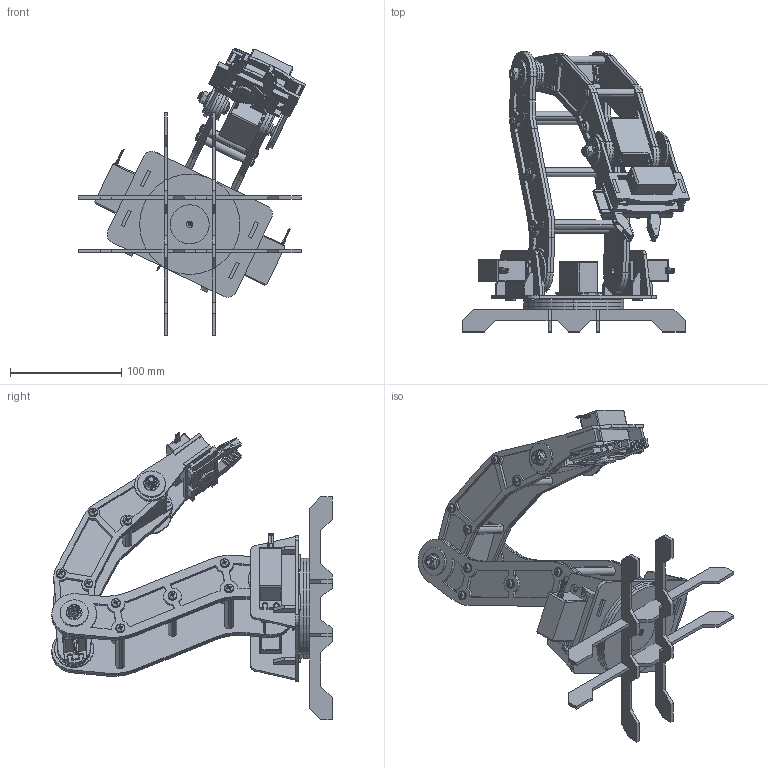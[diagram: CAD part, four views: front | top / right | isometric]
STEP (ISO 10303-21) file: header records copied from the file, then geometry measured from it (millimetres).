
FILE_DESCRIPTION (( 'STEP AP214' ), '1' );
FILE_NAME ('ASMRobot Arm.STEP', '2015-06-23T15:45:44', ( 'JEPaz' ), ( '' ), 'SwSTEP 2.0', 'SolidWorks 2015', '' );
FILE_SCHEMA (( 'AUTOMOTIVE_DESIGN' ));
Length unit declared in the file: millimetre
Products named in the file (20): flat washer wide_am_B18.22M - Plain washer, 6 mm, wide; prevailing torque hex flange nut_am_AM-M6-N; pan cross head_am_B18.6.7M - M6 x 1 x 25 Type I Cross Recessed PHMS --25S; Servo_w ServoHorn; AnteBrazo; Anclaje; Brazo_Default<As Machined>; Finger_MirrorDefault; ASMRobot Arm; HandLink_L; Servo Horn; Finger; ASMBase; base; ASMHand; Wrist; Servo_sin servohorn; HandServoHolder; ASMAntebrazo; pan cross head_am_B18.6.7M - M4 x 0.7 x 20 Type I Cross Recessed PHMS --20N
Assembly tree (53 placements, depth 3):
  ASMRobot Arm
    Anclaje
    ASMAntebrazo
      AnteBrazo
      Servo_w ServoHorn  x2
      pan cross head_am_B18.6.7M - M6 x 1 x 25 Type I Cross Recessed PHMS --25S  x2
      prevailing torque hex flange nut_am_AM-M6-N  x2
      flat washer wide_am_B18.22M - Plain washer, 6 mm, wide  x9
      pan cross head_am_B18.6.7M - M4 x 0.7 x 20 Type I Cross Recessed PHMS --20N  x8
    ASMHand
      HandServoHolder
      Servo_sin servohorn
      Wrist
    ASMBase
      base
      Servo_w ServoHorn  x3
    Finger
    Servo Horn
    HandLink_L  x2
    Finger_MirrorDefault
    Brazo_Default<As Machined>
    pan cross head_am_B18.6.7M - M4 x 0.7 x 20 Type I Cross Recessed PHMS --20N  x12
Bounding box: 204.04 x 251.52 x 258.06 mm (x, y, z)
Volume: 518229 mm3; surface area: 331914.3 mm2
Topology: 111 solids, 111 shells, 2877 faces, 7257 edges, 4700 vertices
Faces by surface type: plane 1559, cylinder 946, cone 256, torus 60, sphere 44, bspline 12
Entity records: 51019 total; most frequent: CARTESIAN_POINT 8859, DIRECTION 8466, ORIENTED_EDGE 8232, EDGE_CURVE 4116, LINE 2856, VECTOR 2856, AXIS2_PLACEMENT_3D 2805, VERTEX_POINT 2708
